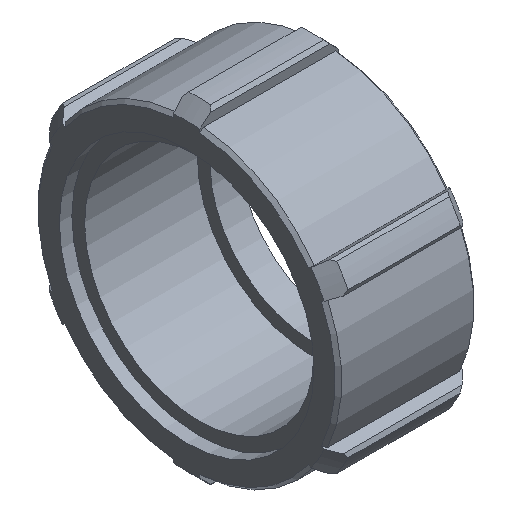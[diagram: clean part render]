
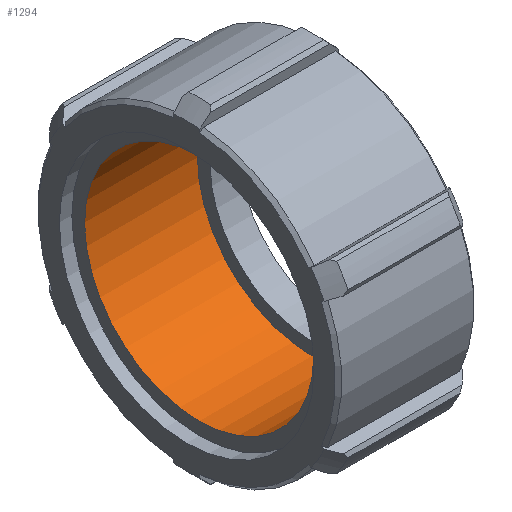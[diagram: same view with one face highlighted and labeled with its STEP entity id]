
A CAD part, isometric view. The second image highlights one B-rep face of the part: STEP entity #1294.
In plain terms, the highlighted cylindrical face has radius 31.995 mm (diameter 63.99 mm), a full revolution.
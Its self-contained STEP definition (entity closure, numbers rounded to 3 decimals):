
#28=CYLINDRICAL_SURFACE('',#1419,31.995);
#329=FACE_BOUND('',#474,.T.);
#398=FACE_OUTER_BOUND('',#473,.T.);
#473=EDGE_LOOP('',(#1221));
#474=EDGE_LOOP('',(#1222));
#532=CIRCLE('',#1418,31.995);
#533=CIRCLE('',#1420,31.995);
#660=VERTEX_POINT('',#2209);
#661=VERTEX_POINT('',#2212);
#848=EDGE_CURVE('',#660,#660,#532,.T.);
#849=EDGE_CURVE('',#661,#661,#533,.T.);
#1221=ORIENTED_EDGE('',*,*,#849,.F.);
#1222=ORIENTED_EDGE('',*,*,#848,.T.);
#1294=ADVANCED_FACE('',(#398,#329),#28,.F.);
#1418=AXIS2_PLACEMENT_3D('',#2210,#1772,#1773);
#1419=AXIS2_PLACEMENT_3D('',#2211,#1774,#1775);
#1420=AXIS2_PLACEMENT_3D('',#2213,#1776,#1777);
#1772=DIRECTION('center_axis',(1.,0.,0.));
#1773=DIRECTION('ref_axis',(0.,0.,-1.));
#1774=DIRECTION('center_axis',(1.,0.,0.));
#1775=DIRECTION('ref_axis',(0.,1.,0.));
#1776=DIRECTION('center_axis',(1.,0.,0.));
#1777=DIRECTION('ref_axis',(0.,0.,-1.));
#2209=CARTESIAN_POINT('',(35.,31.995,0.));
#2210=CARTESIAN_POINT('Origin',(35.,0.,0.));
#2211=CARTESIAN_POINT('Origin',(19.25,0.,0.));
#2212=CARTESIAN_POINT('',(3.5,31.995,0.));
#2213=CARTESIAN_POINT('Origin',(3.5,0.,0.));
